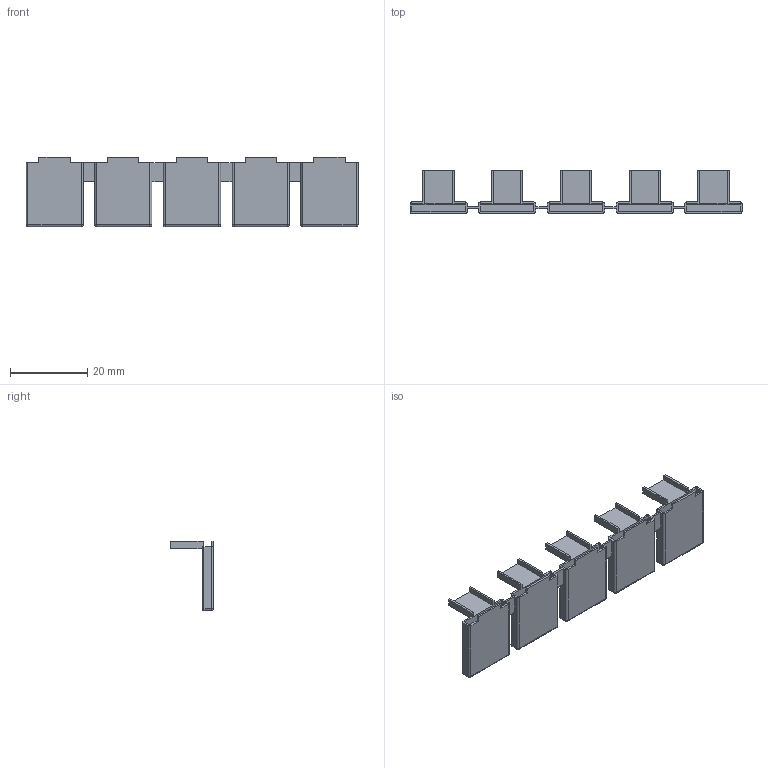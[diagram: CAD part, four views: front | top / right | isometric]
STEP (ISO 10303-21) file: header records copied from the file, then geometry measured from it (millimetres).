
FILE_DESCRIPTION(('CATIA V5 STEP Exchange','CAx-IF Rec.Pracs.--- Model Styling and Organization---1.4--- 2014-01-23'),'2;1');
FILE_NAME ('736134-1_0', '2024-02-23T07:28:33+00:00', ('none'), ('Weidmueller'), 'CATIA Version 5-6 Release 2016 SP3 HF44', 'CATIA V5 STEP AP214', 'none');
FILE_SCHEMA(('AUTOMOTIVE_DESIGN { 1 0 10303 214 1 1 1 1 }'));
Length unit declared in the file: millimetre
Products named in the file (1): 2659040000
Bounding box: 86 x 11 x 18 mm (x, y, z)
Volume: 1707.3 mm3; surface area: 6967.9 mm2
Topology: 1 solids, 1 shells, 195 faces, 535 edges, 322 vertices
Faces by surface type: plane 135, cylinder 40, sphere 20
Entity records: 5629 total; most frequent: ORIENTED_EDGE 1030, CARTESIAN_POINT 991, DIRECTION 821, EDGE_CURVE 515, VECTOR 435, LINE 435, VERTEX_POINT 322, AXIS2_PLACEMENT_3D 234
